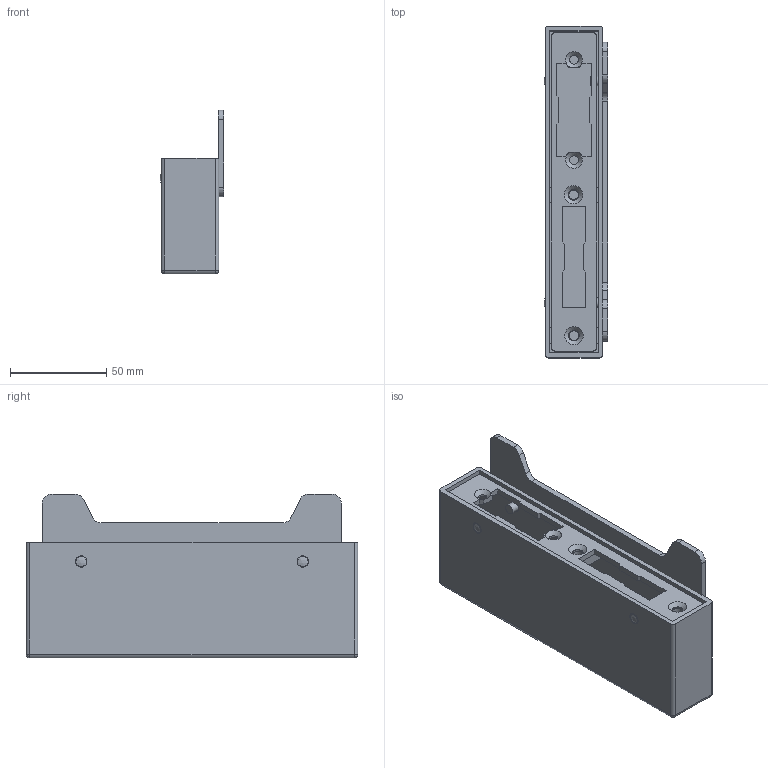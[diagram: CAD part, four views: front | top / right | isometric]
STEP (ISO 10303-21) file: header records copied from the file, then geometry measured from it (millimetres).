
FILE_DESCRIPTION(/* description */ (''),/* implementation_level */ '2;1');
FILE_NAME(/* name */ '41530.iam.step',/* time_stamp */ '2022-07-18T12:59:28+02:00',/* author */ ('Abt. Technik'),/* organization */ (''),/* preprocessor_version */ 'ST-DEVELOPER v18.1',/* originating_system */ 'Autodesk Inventor 2022',/* authorisation */ '');
FILE_SCHEMA (('AUTOMOTIVE_DESIGN { 1 0 10303 214 3 1 1 }'));
Length unit declared in the file: millimetre
Products named in the file (5): 41530; 41530_Kasten; 41525_flachschliessblech; Anschlagblech; Kappen für Gegenkästen
Assembly tree (5 placements, depth 2):
  41530
    41530_Kasten
    41525_flachschliessblech
    Anschlagblech
    Kappen für Gegenkästen  x2
Bounding box: 33.01 x 172 x 84.99 mm (x, y, z)
Volume: 94967.3 mm3; surface area: 76680.6 mm2
Topology: 5 solids, 5 shells, 117 faces, 300 edges, 196 vertices
Faces by surface type: plane 73, cylinder 34, sphere 6, cone 4
Full cylindrical faces by diameter (mm): 4.5 x2, 5 x6, 5.5 x2, 6 x4
Entity records: 3713 total; most frequent: CARTESIAN_POINT 618, DIRECTION 613, ORIENTED_EDGE 592, EDGE_CURVE 296, LINE 219, VECTOR 219, AXIS2_PLACEMENT_3D 197, VERTEX_POINT 193
